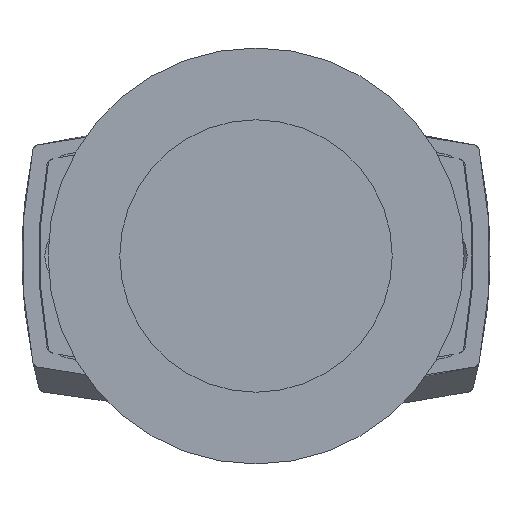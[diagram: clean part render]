
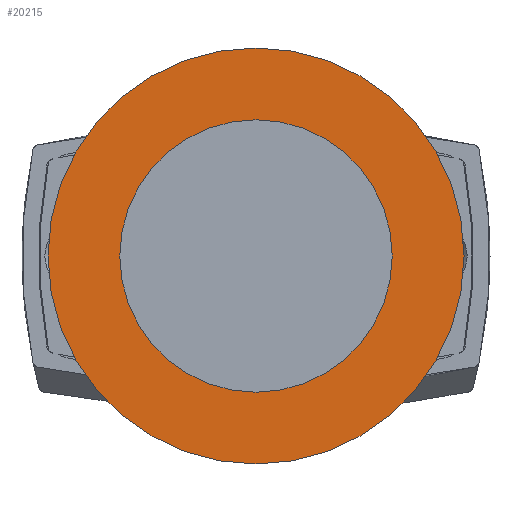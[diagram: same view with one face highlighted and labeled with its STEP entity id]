
A CAD part, front view. The second image highlights one B-rep face of the part: STEP entity #20215.
In plain terms, the highlighted planar face has unit normal (0, -1, 0).
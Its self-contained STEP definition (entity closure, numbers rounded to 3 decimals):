
#19802=CARTESIAN_POINT('',(0.,-37.7,20.));
#19803=VERTEX_POINT('',#19802);
#19804=CARTESIAN_POINT('',(0.,-37.7,0.));
#19805=DIRECTION('',(0.0,-1.0,0.0));
#19806=DIRECTION('',(0.0,0.0,1.0));
#19807=AXIS2_PLACEMENT_3D('',#19804,#19805,#19806);
#19808=CIRCLE('',#19807,20.);
#19809=EDGE_CURVE('',#19803,#19803,#19808,.T.);
#20196=CARTESIAN_POINT('',(0.,-37.7,16.55));
#20197=DIRECTION('',(0.0,-1.0,0.0));
#20198=DIRECTION('',(1.0,0.0,0.0));
#20199=AXIS2_PLACEMENT_3D('',#20196,#20197,#20198);
#20200=PLANE('',#20199);
#20201=ORIENTED_EDGE('',*,*,#19809,.T.);
#20202=EDGE_LOOP('',(#20201));
#20203=FACE_OUTER_BOUND('',#20202,.T.);
#20204=CARTESIAN_POINT('',(0.,-37.7,13.1));
#20205=VERTEX_POINT('',#20204);
#20206=CARTESIAN_POINT('',(0.,-37.7,0.));
#20207=DIRECTION('',(0.0,-1.0,0.0));
#20208=DIRECTION('',(0.0,0.0,1.0));
#20209=AXIS2_PLACEMENT_3D('',#20206,#20207,#20208);
#20210=CIRCLE('',#20209,13.1);
#20211=EDGE_CURVE('',#20205,#20205,#20210,.T.);
#20212=ORIENTED_EDGE('',*,*,#20211,.F.);
#20213=EDGE_LOOP('',(#20212));
#20214=FACE_BOUND('',#20213,.T.);
#20215=ADVANCED_FACE('',(#20203,#20214),#20200,.T.);
